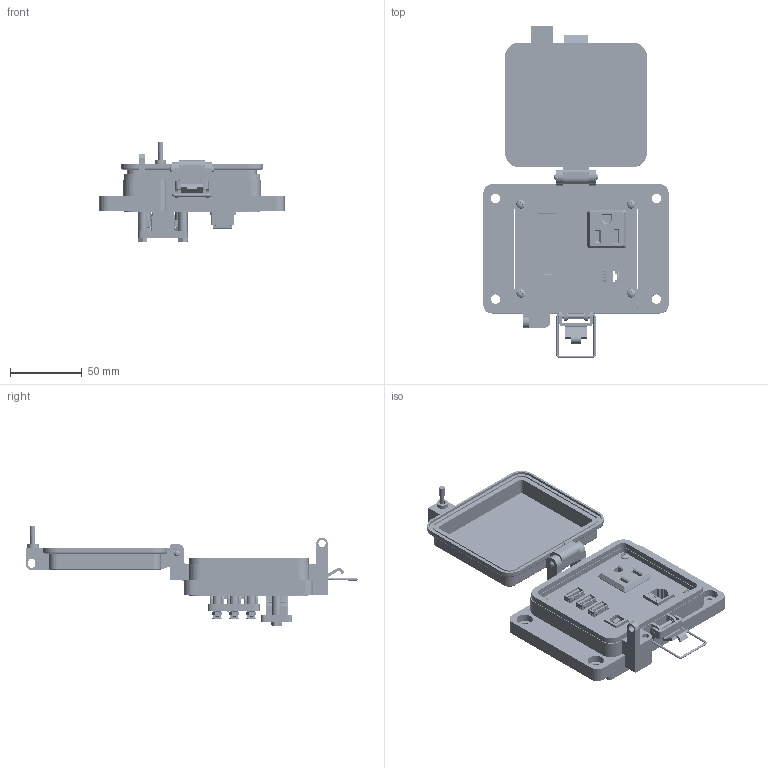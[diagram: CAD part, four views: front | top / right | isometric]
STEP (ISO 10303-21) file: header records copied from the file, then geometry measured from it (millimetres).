
FILE_DESCRIPTION (( 'STEP AP203' ), '1' );
FILE_NAME ('P-P22#3P27R2-K3R0_3D.STEP', '2023-01-31T16:14:49', ( '' ), ( '' ), 'SwSTEP 2.0', 'SolidWorks 2021', '' );
FILE_SCHEMA (( 'CONFIG_CONTROL_DESIGN' ));
Length unit declared in the file: millimetre
Products named in the file (24): P27; Z-300-USB-A-FF; P-P22#3P27R2-K3R0_TP180_2; R2; Z-001-SPR_9_16; P-P22#3P27R2-K3R0_TP060_1; Z-001-SPR_1_2; Z-001-SPR_3_4; Z-200-OTLT-R0SQ; R; Z-000-4243316TFP; Z-300-USB-B-FF; Z-002-4401_4HN_90675A005; Z-000-44011_4FH_90273A117; P-P22#3P27R2-K3R0_TP180_1; 92005A124_METRIC PAN HEAD PHILLIPS MACHINE SCREW_92005A124; P-P22#3P27R2-K3R0_FP060_1; P-P22#3P27R2-K3R0_3D; -K3; P22; P-P22#3P27R2-K3R0_BP180_1; Z-300-RJ45CAT5; Z-000-440112FH_90273A119; Z-H-K3_B
Assembly tree (49 placements, depth 3):
  P-P22#3P27R2-K3R0_3D
    -K3
      Z-H-K3_B
    P-P22#3P27R2-K3R0_BP180_1
    P-P22#3P27R2-K3R0_FP060_1
    P-P22#3P27R2-K3R0_TP060_1
    P-P22#3P27R2-K3R0_TP180_1
    P-P22#3P27R2-K3R0_TP180_2
    P27
      Z-300-USB-B-FF
    Z-000-440112FH_90273A119  x2
    Z-002-4401_4HN_90675A005  x8
    Z-001-SPR_1_2  x2
    Z-001-SPR_9_16  x2
    Z-000-4243316TFP  x2
    P22  x3
      Z-300-USB-A-FF
    Z-000-44011_4FH_90273A117  x6
    Z-001-SPR_3_4  x6
    R2
      Z-300-RJ45CAT5
    R
      Z-200-OTLT-R0SQ
    92005A124_METRIC PAN HEAD PHILLIPS MACHINE SCREW_92005A124  x4
Bounding box: 129 x 231.18 x 69.55 mm (x, y, z)
Volume: 198879.8 mm3; surface area: 139062.3 mm2
Topology: 53 solids, 53 shells, 6021 faces, 17003 edges, 11168 vertices
Faces by surface type: cylinder 2896, plane 2152, bspline 482, cone 391, sphere 56, torus 44
Entity records: 110266 total; most frequent: CARTESIAN_POINT 43168, ORIENTED_EDGE 14766, DIRECTION 11476, EDGE_CURVE 7383, VERTEX_POINT 4865, VECTOR 4406, LINE 4406, AXIS2_PLACEMENT_3D 3535
